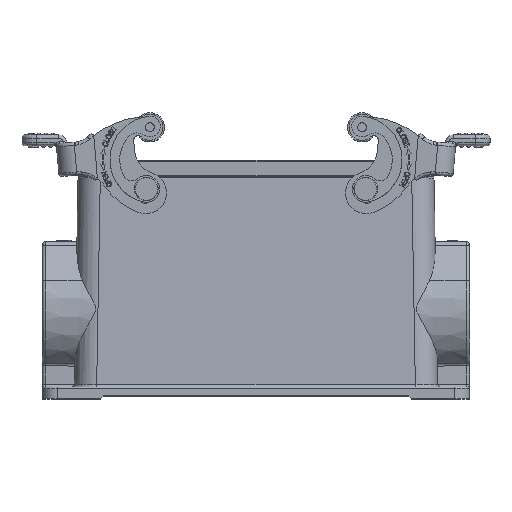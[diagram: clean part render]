
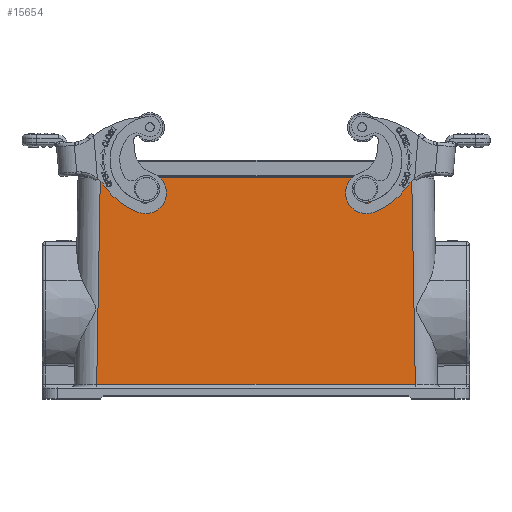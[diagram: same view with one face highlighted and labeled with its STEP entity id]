
A CAD part, top view. The second image highlights one B-rep face of the part: STEP entity #15654.
In plain terms, the highlighted planar face has unit normal (0, 0.018, 1).
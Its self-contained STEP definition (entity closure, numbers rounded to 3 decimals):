
#9212=FACE_BOUND('',#18801,.T.);
#9213=FACE_BOUND('',#18802,.T.);
#9214=FACE_BOUND('',#18803,.T.);
#10467=PLANE('',#37553);
#11999=LINE('',#55668,#13918);
#12054=LINE('',#56264,#13973);
#12271=LINE('',#59104,#14190);
#12272=LINE('',#59106,#14191);
#13918=VECTOR('',#42804,1.);
#13973=VECTOR('',#43163,1.);
#14190=VECTOR('',#44110,1.);
#14191=VECTOR('',#44113,1.);
#15654=ADVANCED_FACE('',(#9212,#9213,#9214),#10467,.T.);
#18801=EDGE_LOOP('',(#27216,#27217,#27218,#27219));
#18802=EDGE_LOOP('',(#27220,#27221,#27222,#27223));
#18803=EDGE_LOOP('',(#27224,#27225,#27226,#27227));
#19796=B_SPLINE_CURVE_WITH_KNOTS('',3,(#55172,#55173,#55174,#55175),
 .UNSPECIFIED.,.F.,.F.,(4,4),(0.,1.),.UNSPECIFIED.);
#19797=B_SPLINE_CURVE_WITH_KNOTS('',3,(#55177,#55178,#55179,#55180),
 .UNSPECIFIED.,.F.,.F.,(4,4),(0.,1.),.UNSPECIFIED.);
#19798=B_SPLINE_CURVE_WITH_KNOTS('',3,(#55182,#55183,#55184,#55185,#55186,
#55187),.UNSPECIFIED.,.F.,.F.,(4,2,4),(0.,0.5,1.),.UNSPECIFIED.);
#19799=B_SPLINE_CURVE_WITH_KNOTS('',3,(#55189,#55190,#55191,#55192,#55193,
#55194),.UNSPECIFIED.,.F.,.F.,(4,2,4),(0.,0.5,1.),.UNSPECIFIED.);
#19802=B_SPLINE_CURVE_WITH_KNOTS('',3,(#55564,#55565,#55566,#55567),
 .UNSPECIFIED.,.F.,.F.,(4,4),(0.,1.),.UNSPECIFIED.);
#19803=B_SPLINE_CURVE_WITH_KNOTS('',3,(#55569,#55570,#55571,#55572),
 .UNSPECIFIED.,.F.,.F.,(4,4),(0.,1.),.UNSPECIFIED.);
#19804=B_SPLINE_CURVE_WITH_KNOTS('',3,(#55574,#55575,#55576,#55577,#55578,
#55579),.UNSPECIFIED.,.F.,.F.,(4,2,4),(0.,0.5,1.),.UNSPECIFIED.);
#19805=B_SPLINE_CURVE_WITH_KNOTS('',3,(#55581,#55582,#55583,#55584,#55585,
#55586),.UNSPECIFIED.,.F.,.F.,(4,2,4),(0.,0.5,1.),.UNSPECIFIED.);
#27216=ORIENTED_EDGE('',*,*,#33926,.T.);
#27217=ORIENTED_EDGE('',*,*,#33925,.T.);
#27218=ORIENTED_EDGE('',*,*,#33928,.T.);
#27219=ORIENTED_EDGE('',*,*,#33927,.T.);
#27220=ORIENTED_EDGE('',*,*,#34108,.T.);
#27221=ORIENTED_EDGE('',*,*,#34107,.T.);
#27222=ORIENTED_EDGE('',*,*,#34110,.T.);
#27223=ORIENTED_EDGE('',*,*,#34109,.T.);
#27224=ORIENTED_EDGE('',*,*,#34304,.T.);
#27225=ORIENTED_EDGE('',*,*,#34857,.F.);
#27226=ORIENTED_EDGE('',*,*,#34120,.T.);
#27227=ORIENTED_EDGE('',*,*,#34856,.F.);
#30329=VERTEX_POINT('',#55166);
#30330=VERTEX_POINT('',#55171);
#30331=VERTEX_POINT('',#55176);
#30332=VERTEX_POINT('',#55188);
#30458=VERTEX_POINT('',#55558);
#30459=VERTEX_POINT('',#55563);
#30460=VERTEX_POINT('',#55568);
#30461=VERTEX_POINT('',#55580);
#30468=VERTEX_POINT('',#55643);
#30470=VERTEX_POINT('',#55667);
#30589=VERTEX_POINT('',#56185);
#30601=VERTEX_POINT('',#56252);
#33925=EDGE_CURVE('',#30331,#30330,#19796,.T.);
#33926=EDGE_CURVE('',#30329,#30331,#19797,.T.);
#33927=EDGE_CURVE('',#30332,#30329,#19798,.T.);
#33928=EDGE_CURVE('',#30330,#30332,#19799,.T.);
#34107=EDGE_CURVE('',#30460,#30459,#19802,.T.);
#34108=EDGE_CURVE('',#30458,#30460,#19803,.T.);
#34109=EDGE_CURVE('',#30461,#30458,#19804,.T.);
#34110=EDGE_CURVE('',#30459,#30461,#19805,.T.);
#34120=EDGE_CURVE('',#30468,#30470,#11999,.T.);
#34304=EDGE_CURVE('',#30601,#30589,#12054,.T.);
#34856=EDGE_CURVE('',#30601,#30470,#12271,.T.);
#34857=EDGE_CURVE('',#30468,#30589,#12272,.T.);
#37553=AXIS2_PLACEMENT_3D('',#59107,#44114,#44115);
#42804=DIRECTION('',(1.,0.,0.));
#43163=DIRECTION('',(-1.,0.,0.));
#44110=DIRECTION('',(0.017,-1.,0.017));
#44113=DIRECTION('',(0.017,1.,-0.017));
#44114=DIRECTION('',(0.,0.017,1.));
#44115=DIRECTION('',(0.,-1.,0.017));
#55166=CARTESIAN_POINT('',(107.689,71.002,-6.43));
#55171=CARTESIAN_POINT('',(112.318,70.597,-6.423));
#55172=CARTESIAN_POINT('',(110.199,73.075,-6.466));
#55173=CARTESIAN_POINT('',(111.414,72.97,-6.465));
#55174=CARTESIAN_POINT('',(112.403,71.818,-6.444));
#55175=CARTESIAN_POINT('',(112.318,70.597,-6.423));
#55176=CARTESIAN_POINT('',(110.199,73.075,-6.466));
#55177=CARTESIAN_POINT('',(107.689,71.002,-6.43));
#55178=CARTESIAN_POINT('',(107.817,72.216,-6.451));
#55179=CARTESIAN_POINT('',(108.985,73.179,-6.468));
#55180=CARTESIAN_POINT('',(110.199,73.075,-6.466));
#55182=CARTESIAN_POINT('',(109.794,68.445,-6.386));
#55183=CARTESIAN_POINT('',(109.173,68.5,-6.387));
#55184=CARTESIAN_POINT('',(108.597,68.807,-6.392));
#55185=CARTESIAN_POINT('',(107.813,69.76,-6.409));
#55186=CARTESIAN_POINT('',(107.624,70.382,-6.419));
#55187=CARTESIAN_POINT('',(107.689,71.002,-6.43));
#55188=CARTESIAN_POINT('',(109.794,68.445,-6.386));
#55189=CARTESIAN_POINT('',(112.318,70.597,-6.423));
#55190=CARTESIAN_POINT('',(112.274,69.975,-6.412));
#55191=CARTESIAN_POINT('',(111.979,69.393,-6.402));
#55192=CARTESIAN_POINT('',(111.038,68.59,-6.388));
#55193=CARTESIAN_POINT('',(110.417,68.389,-6.385));
#55194=CARTESIAN_POINT('',(109.794,68.445,-6.386));
#55558=CARTESIAN_POINT('',(33.682,70.597,-6.423));
#55563=CARTESIAN_POINT('',(38.311,71.002,-6.43));
#55564=CARTESIAN_POINT('',(35.801,73.075,-6.466));
#55565=CARTESIAN_POINT('',(37.014,73.179,-6.468));
#55566=CARTESIAN_POINT('',(38.183,72.217,-6.451));
#55567=CARTESIAN_POINT('',(38.311,71.002,-6.43));
#55568=CARTESIAN_POINT('',(35.801,73.075,-6.466));
#55569=CARTESIAN_POINT('',(33.682,70.597,-6.423));
#55570=CARTESIAN_POINT('',(33.597,71.817,-6.444));
#55571=CARTESIAN_POINT('',(34.585,72.97,-6.465));
#55572=CARTESIAN_POINT('',(35.801,73.075,-6.466));
#55574=CARTESIAN_POINT('',(36.206,68.445,-6.386));
#55575=CARTESIAN_POINT('',(35.584,68.389,-6.385));
#55576=CARTESIAN_POINT('',(34.962,68.59,-6.388));
#55577=CARTESIAN_POINT('',(34.021,69.393,-6.402));
#55578=CARTESIAN_POINT('',(33.726,69.974,-6.412));
#55579=CARTESIAN_POINT('',(33.682,70.597,-6.423));
#55580=CARTESIAN_POINT('',(36.206,68.445,-6.386));
#55581=CARTESIAN_POINT('',(38.311,71.002,-6.43));
#55582=CARTESIAN_POINT('',(38.376,70.383,-6.419));
#55583=CARTESIAN_POINT('',(38.187,69.76,-6.409));
#55584=CARTESIAN_POINT('',(37.403,68.806,-6.392));
#55585=CARTESIAN_POINT('',(36.828,68.5,-6.387));
#55586=CARTESIAN_POINT('',(36.206,68.445,-6.386));
#55643=CARTESIAN_POINT('',(19.277,4.983,-5.278));
#55667=CARTESIAN_POINT('',(126.723,4.983,-5.278));
#55668=CARTESIAN_POINT('',(19.277,4.983,-5.278));
#56185=CARTESIAN_POINT('',(20.49,74.509,-6.491));
#56252=CARTESIAN_POINT('',(125.51,74.509,-6.491));
#56264=CARTESIAN_POINT('',(125.51,74.509,-6.491));
#59104=CARTESIAN_POINT('',(125.51,74.509,-6.491));
#59106=CARTESIAN_POINT('',(19.277,4.983,-5.278));
#59107=CARTESIAN_POINT('',(73.,39.746,-5.885));
